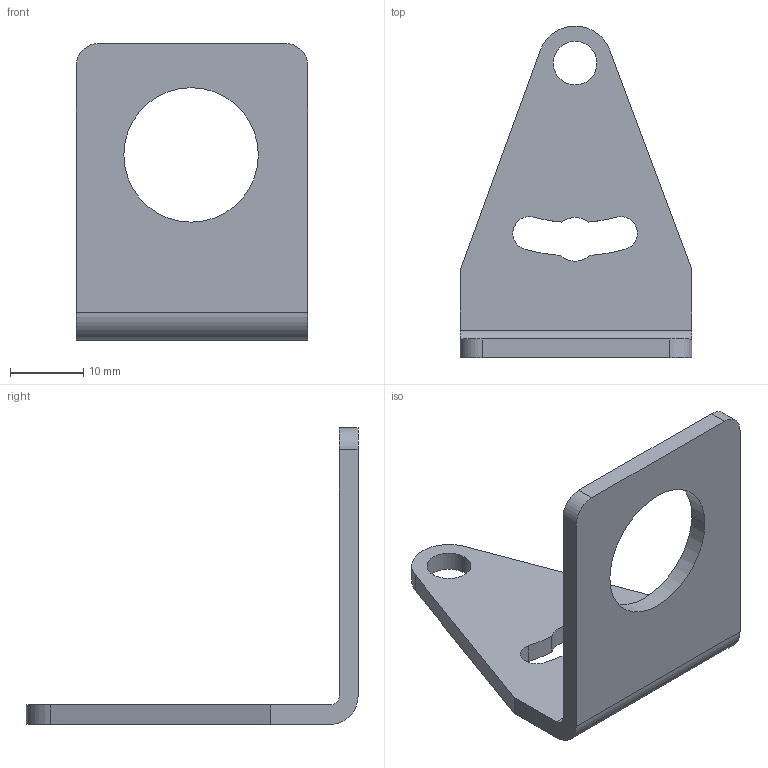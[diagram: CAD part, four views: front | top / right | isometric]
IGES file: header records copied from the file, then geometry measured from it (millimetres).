
Start section:  PTC IGES file: 156792.igs
Global section: file name: 156792.igs; native system: Pro/ENGINEER by Parametric Technology Corporation; preprocessor: 2009141; author: banengservice; organization: Unknown; date: 20111006.094405; units: inch
Bounding box: 31.75 x 45.47 x 40.64 mm (x, y, z)
Volume: 4742.9 mm3; surface area: 4481 mm2
Topology: 1 solids, 1 shells, 26 faces, 72 edges, 48 vertices
Faces by surface type: revolution 17, bspline 9
